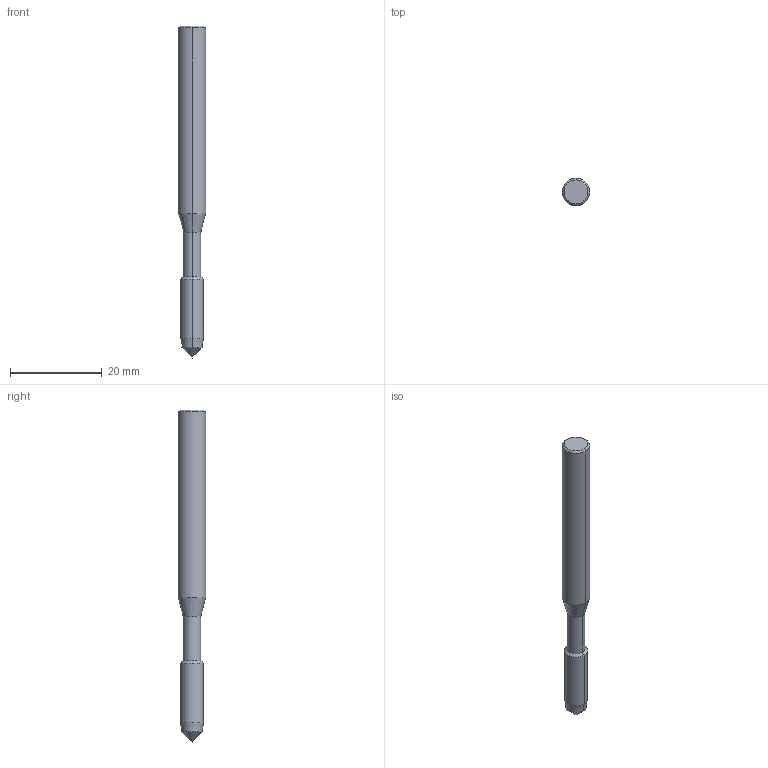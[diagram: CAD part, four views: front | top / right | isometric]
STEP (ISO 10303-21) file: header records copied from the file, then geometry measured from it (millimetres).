
FILE_DESCRIPTION(('no description'),'unknown implementation level');
FILE_NAME('solidOTPpeIQbFAVQhR1MP9CHuIQzc1s_1.STP',' ',('CIMSOURCE GmbH'),('CADClick - KiM GmbH - www.kimweb.de'),'unknown preprocess','ACIS','unknown authorization');
FILE_SCHEMA(('automotive_design'));
Length unit declared in the file: millimetre
Products named in the file (2): 1; 2
Bounding box: 6 x 6 x 72.5 mm (x, y, z)
Volume: 1659.7 mm3; surface area: 1608.8 mm2
Topology: 2 solids, 2 shells, 29 faces, 58 edges, 31 vertices
Faces by surface type: cone 16, cylinder 10, plane 3
Entity records: 1460 total; most frequent: DIRECTION 154, CARTESIAN_POINT 121, STYLED_ITEM 118, PRESENTATION_STYLE_ASSIGNMENT 118, COLOUR_RGB 118, ORIENTED_EDGE 112, AXIS2_PLACEMENT_3D 64, EDGE_CURVE 56
